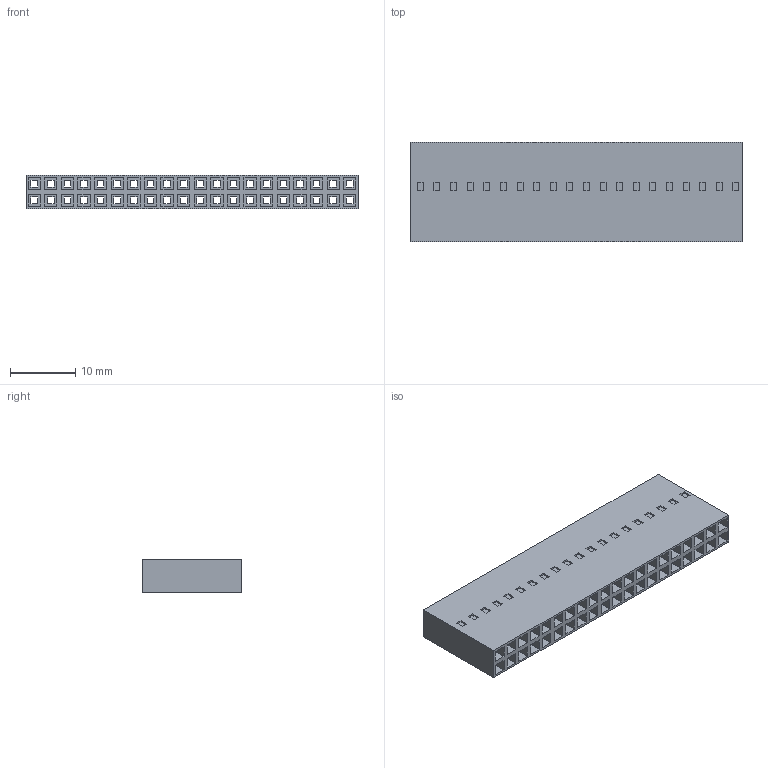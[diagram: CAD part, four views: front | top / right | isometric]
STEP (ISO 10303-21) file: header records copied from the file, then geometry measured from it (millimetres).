
FILE_DESCRIPTION(('STEP AP242'),'1');
FILE_NAME('0022552401.stp','2025-01-23T20:43:20',('TraceParts'),('TraceParts S.A.'),'Spatial InterOp 3D',' ',' ');
FILE_SCHEMA(('AP242_MANAGED_MODEL_BASED_3D_ENGINEERING_MIM_LF {1 0 10303 442 1 1 4}'));
Length unit declared in the file: millimetre
Products named in the file (1): 0022552401_1
Bounding box: 50.77 x 15.24 x 5.05 mm (x, y, z)
Volume: 1900.9 mm3; surface area: 6510.9 mm2
Topology: 1 solids, 1 shells, 626 faces, 1535 edges, 974 vertices
Faces by surface type: plane 626
Entity records: 17999 total; most frequent: CARTESIAN_POINT 3131, ORIENTED_EDGE 3064, DIRECTION 2791, LINE 1535, VECTOR 1535, EDGE_CURVE 1532, VERTEX_POINT 968, EDGE_LOOP 766
